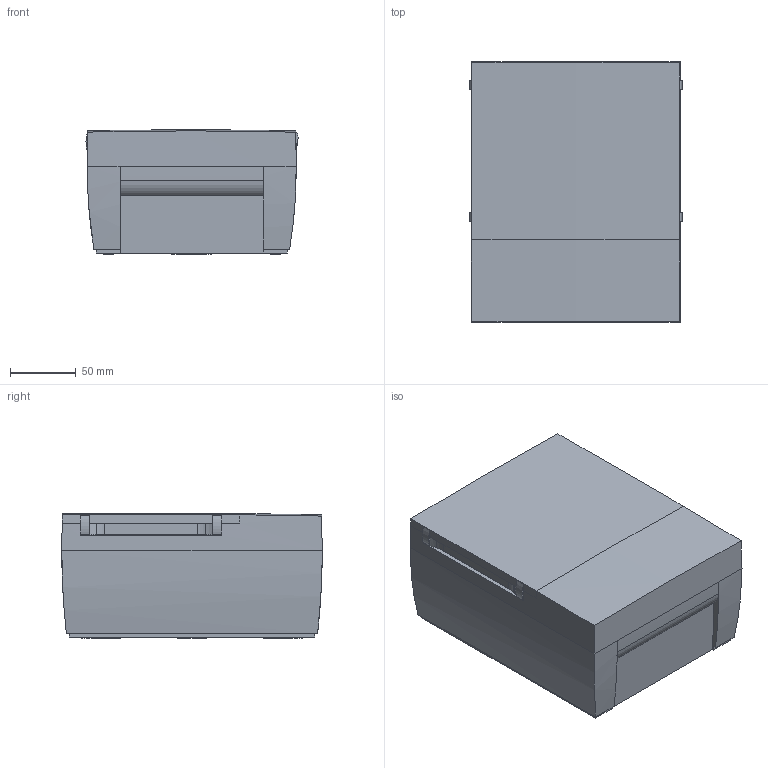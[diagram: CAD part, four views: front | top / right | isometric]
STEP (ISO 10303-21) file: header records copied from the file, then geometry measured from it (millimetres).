
FILE_DESCRIPTION((''),'2;1');
FILE_NAME('SB100323_3D-SIMPLIFIE_SW0001','2011-03-04T',('MCordero'),(''),'PRO/ENGINEER BY PARAMETRIC TECHNOLOGY CORPORATION, 2006170','PRO/ENGINEER BY PARAMETRIC TECHNOLOGY CORPORATION, 2006170','');
FILE_SCHEMA(('CONFIG_CONTROL_DESIGN'));
Length unit declared in the file: millimetre
Products named in the file (1): SB100323_3D-SIMPLIFIE_SW0001
Bounding box: 161.21 x 198 x 95 mm (x, y, z)
Volume: 2399459.5 mm3; surface area: 197044.4 mm2
Topology: 1 solids, 1 shells, 268 faces, 744 edges, 489 vertices
Faces by surface type: plane 173, cylinder 93, bspline 2
Entity records: 9037 total; most frequent: CARTESIAN_POINT 2115, ORIENTED_EDGE 1488, DIRECTION 1384, EDGE_CURVE 744, VERTEX_POINT 489, AXIS2_PLACEMENT_3D 463, VECTOR 458, LINE 458
